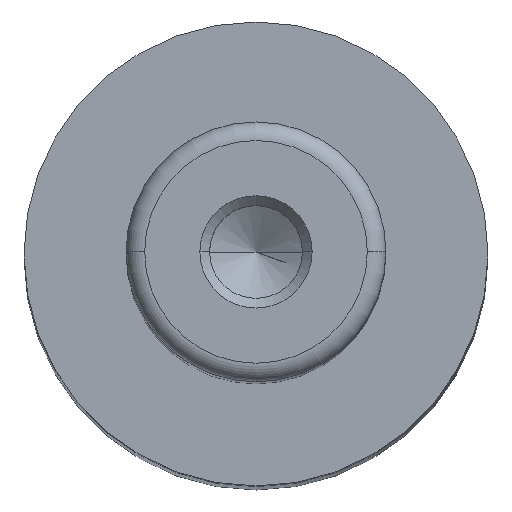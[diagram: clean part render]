
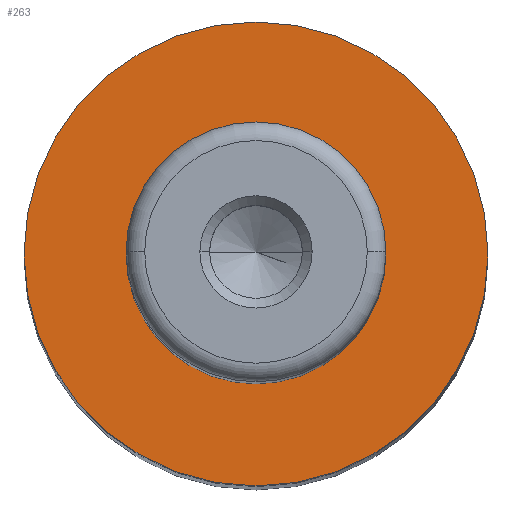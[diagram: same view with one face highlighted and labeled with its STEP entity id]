
A CAD part, top view. The second image highlights one B-rep face of the part: STEP entity #263.
In plain terms, the highlighted planar face has unit normal (0, 0, 1).
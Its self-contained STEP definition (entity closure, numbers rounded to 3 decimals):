
#23 = VERTEX_POINT ( 'NONE', #203 ) ;
#30 = VERTEX_POINT ( 'NONE', #339 ) ;
#33 = AXIS2_PLACEMENT_3D ( 'NONE', #427, #52, #482 ) ;
#45 = CIRCLE ( 'NONE', #293, 12.5 ) ;
#52 = DIRECTION ( 'NONE',  ( 0., 0., -1. ) ) ;
#60 = CARTESIAN_POINT ( 'NONE',  ( 0., 0., 125. ) ) ;
#82 = VERTEX_POINT ( 'NONE', #408 ) ;
#107 = DIRECTION ( 'NONE',  ( 0., 0., -1. ) ) ;
#116 = EDGE_LOOP ( 'NONE', ( #271, #421 ) ) ;
#122 = DIRECTION ( 'NONE',  ( -1., 0., 0. ) ) ;
#156 = FACE_BOUND ( 'NONE', #308, .T. ) ;
#177 = EDGE_CURVE ( 'NONE', #23, #82, #45, .T. ) ;
#184 = EDGE_CURVE ( 'NONE', #627, #30, #533, .T. ) ;
#203 = CARTESIAN_POINT ( 'NONE',  ( 12.5, 0., 125. ) ) ;
#236 = AXIS2_PLACEMENT_3D ( 'NONE', #60, #485, #122 ) ;
#255 = CIRCLE ( 'NONE', #236, 12.5 ) ;
#263 = ADVANCED_FACE ( 'NONE', ( #156, #761 ), #535, .T. ) ;
#271 = ORIENTED_EDGE ( 'NONE', *, *, #354, .F. ) ;
#289 = DIRECTION ( 'NONE',  ( 0., 0., -1. ) ) ;
#293 = AXIS2_PLACEMENT_3D ( 'NONE', #471, #107, #529 ) ;
#295 = CIRCLE ( 'NONE', #33, 7. ) ;
#299 = EDGE_CURVE ( 'NONE', #30, #627, #295, .T. ) ;
#308 = EDGE_LOOP ( 'NONE', ( #609, #318 ) ) ;
#318 = ORIENTED_EDGE ( 'NONE', *, *, #299, .T. ) ;
#338 = AXIS2_PLACEMENT_3D ( 'NONE', #644, #289, #695 ) ;
#339 = CARTESIAN_POINT ( 'NONE',  ( 7., 0., 125. ) ) ;
#354 = EDGE_CURVE ( 'NONE', #82, #23, #255, .T. ) ;
#360 = DIRECTION ( 'NONE',  ( 0., 0., 1. ) ) ;
#401 = CARTESIAN_POINT ( 'NONE',  ( -7., 0., 125. ) ) ;
#408 = CARTESIAN_POINT ( 'NONE',  ( -12.5, 0., 125. ) ) ;
#421 = ORIENTED_EDGE ( 'NONE', *, *, #177, .F. ) ;
#427 = CARTESIAN_POINT ( 'NONE',  ( 0., 0., 125. ) ) ;
#471 = CARTESIAN_POINT ( 'NONE',  ( 0., 0., 125. ) ) ;
#482 = DIRECTION ( 'NONE',  ( -1., 0., 0. ) ) ;
#485 = DIRECTION ( 'NONE',  ( 0., 0., -1. ) ) ;
#529 = DIRECTION ( 'NONE',  ( -1., 0., 0. ) ) ;
#533 = CIRCLE ( 'NONE', #338, 7. ) ;
#535 = PLANE ( 'NONE',  #765 ) ;
#597 = CARTESIAN_POINT ( 'NONE',  ( -7., 0., 125. ) ) ;
#609 = ORIENTED_EDGE ( 'NONE', *, *, #184, .T. ) ;
#627 = VERTEX_POINT ( 'NONE', #401 ) ;
#644 = CARTESIAN_POINT ( 'NONE',  ( 0., 0., 125. ) ) ;
#695 = DIRECTION ( 'NONE',  ( -1., 0., 0. ) ) ;
#761 = FACE_OUTER_BOUND ( 'NONE', #116, .T. ) ;
#763 = DIRECTION ( 'NONE',  ( 1., 0., 0. ) ) ;
#765 = AXIS2_PLACEMENT_3D ( 'NONE', #597, #360, #763 ) ;
